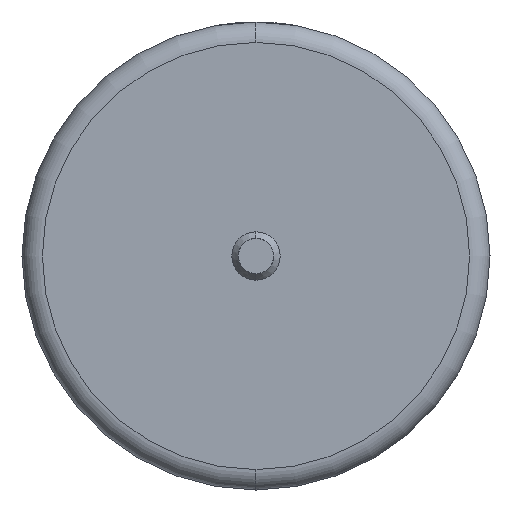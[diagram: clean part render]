
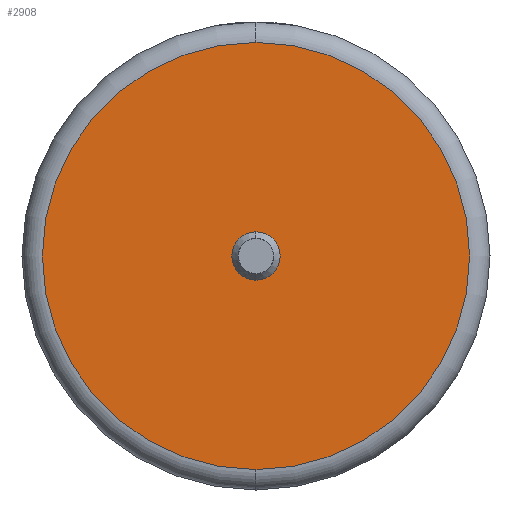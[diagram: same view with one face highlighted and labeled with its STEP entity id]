
A CAD part, left-side view. The second image highlights one B-rep face of the part: STEP entity #2908.
In plain terms, the highlighted planar face has unit normal (-1, 0, 0).
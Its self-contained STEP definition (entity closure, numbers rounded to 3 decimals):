
#32 = ORIENTED_EDGE ( 'NONE', *, *, #4327, .T. ) ;
#140 = VERTEX_POINT ( 'NONE', #1220 ) ;
#149 = DIRECTION ( 'NONE',  ( 0., 0., -1. ) ) ;
#198 = ORIENTED_EDGE ( 'NONE', *, *, #1805, .F. ) ;
#225 = DIRECTION ( 'NONE',  ( -1., 0., 0. ) ) ;
#285 = EDGE_CURVE ( 'NONE', #768, #2061, #1131, .T. ) ;
#344 = AXIS2_PLACEMENT_3D ( 'NONE', #2925, #2980, #1979 ) ;
#522 = DIRECTION ( 'NONE',  ( 0., 0., 1. ) ) ;
#575 = DIRECTION ( 'NONE',  ( 0., 0., -1. ) ) ;
#596 = CARTESIAN_POINT ( 'NONE',  ( 0., 0., 0. ) ) ;
#684 = CIRCLE ( 'NONE', #3395, 4.185 ) ;
#768 = VERTEX_POINT ( 'NONE', #2243 ) ;
#770 = VERTEX_POINT ( 'NONE', #4270 ) ;
#897 = AXIS2_PLACEMENT_3D ( 'NONE', #1222, #3193, #522 ) ;
#1119 = ORIENTED_EDGE ( 'NONE', *, *, #2086, .T. ) ;
#1131 = CIRCLE ( 'NONE', #1272, 0.473 ) ;
#1220 = CARTESIAN_POINT ( 'NONE',  ( 0., 0., 4.185 ) ) ;
#1222 = CARTESIAN_POINT ( 'NONE',  ( 0., 0., 0. ) ) ;
#1272 = AXIS2_PLACEMENT_3D ( 'NONE', #596, #1341, #2963 ) ;
#1313 = CIRCLE ( 'NONE', #1875, 4.185 ) ;
#1341 = DIRECTION ( 'NONE',  ( -1., 0., 0. ) ) ;
#1385 = FACE_BOUND ( 'NONE', #2263, .T. ) ;
#1522 = CARTESIAN_POINT ( 'NONE',  ( 0., 0., 0. ) ) ;
#1532 = FACE_OUTER_BOUND ( 'NONE', #3798, .T. ) ;
#1627 = CARTESIAN_POINT ( 'NONE',  ( 0., 0., 0. ) ) ;
#1805 = EDGE_CURVE ( 'NONE', #2061, #768, #2291, .T. ) ;
#1875 = AXIS2_PLACEMENT_3D ( 'NONE', #1522, #3530, #149 ) ;
#1979 = DIRECTION ( 'NONE',  ( 0., 0., -1. ) ) ;
#2061 = VERTEX_POINT ( 'NONE', #2290 ) ;
#2086 = EDGE_CURVE ( 'NONE', #770, #140, #684, .T. ) ;
#2243 = CARTESIAN_POINT ( 'NONE',  ( 0., 0., 0.473 ) ) ;
#2263 = EDGE_LOOP ( 'NONE', ( #198, #2695 ) ) ;
#2290 = CARTESIAN_POINT ( 'NONE',  ( 0., 0., -0.473 ) ) ;
#2291 = CIRCLE ( 'NONE', #897, 0.473 ) ;
#2695 = ORIENTED_EDGE ( 'NONE', *, *, #285, .F. ) ;
#2908 = ADVANCED_FACE ( 'NONE', ( #1532, #1385 ), #3033, .F. ) ;
#2925 = CARTESIAN_POINT ( 'NONE',  ( 0., 0., 0. ) ) ;
#2963 = DIRECTION ( 'NONE',  ( 0., 0., 1. ) ) ;
#2980 = DIRECTION ( 'NONE',  ( 1., 0., 0. ) ) ;
#3033 = PLANE ( 'NONE',  #344 ) ;
#3193 = DIRECTION ( 'NONE',  ( -1., 0., 0. ) ) ;
#3395 = AXIS2_PLACEMENT_3D ( 'NONE', #1627, #225, #575 ) ;
#3530 = DIRECTION ( 'NONE',  ( -1., 0., 0. ) ) ;
#3798 = EDGE_LOOP ( 'NONE', ( #1119, #32 ) ) ;
#4270 = CARTESIAN_POINT ( 'NONE',  ( 0., 0., -4.185 ) ) ;
#4327 = EDGE_CURVE ( 'NONE', #140, #770, #1313, .T. ) ;
